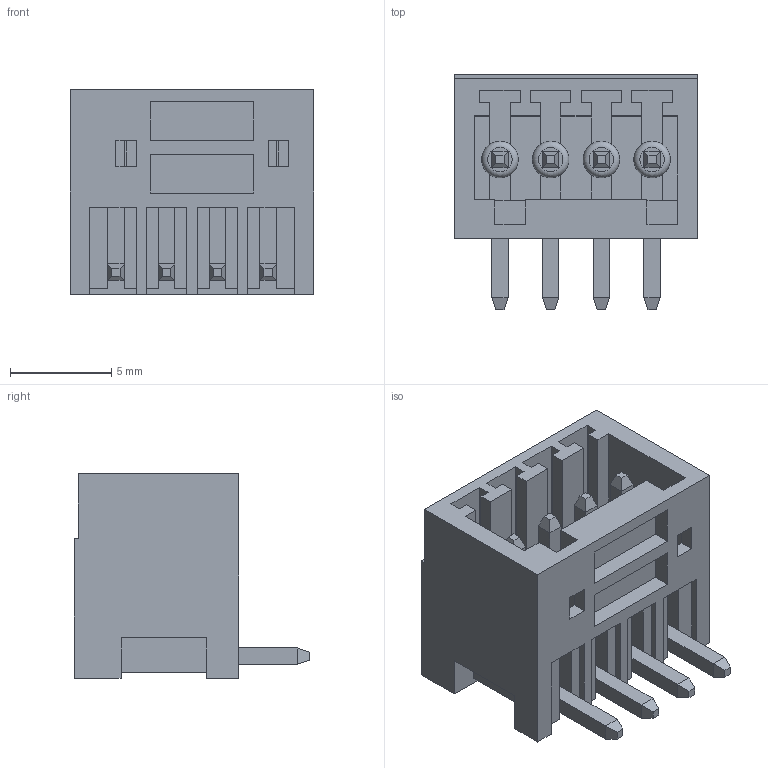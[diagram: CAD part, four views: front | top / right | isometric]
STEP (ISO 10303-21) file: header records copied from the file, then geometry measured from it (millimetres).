
FILE_DESCRIPTION( ( 'Unknown' ), '1' );
FILE_NAME( '691382010004.stp', 'Unknown', ( 'Unknown' ), ( 'Unknown' ), 'PSStep 17.0.49', 'Unknown', ' ' );
FILE_SCHEMA( ( 'AUTOMOTIVE_DESIGN { 1 0 10303 214 1 1 1 1 }' ) );
Length unit declared in the file: millimetre
Products named in the file (3): Assem1; 6913820100xx_PIN; 691382010004
Assembly tree (5 placements, depth 2):
  Assem1
    6913820100xx_PIN  x4
    691382010004
Bounding box: 12 x 11.6 x 10.1 mm (x, y, z)
Volume: 514.5 mm3; surface area: 1458.7 mm2
Topology: 5 solids, 5 shells, 318 faces, 853 edges, 552 vertices
Faces by surface type: plane 302, cylinder 12, torus 4
Full cylindrical faces by diameter (mm): 1.8 x4
Entity records: 10395 total; most frequent: CARTESIAN_POINT 1467, ORIENTED_EDGE 1442, DIRECTION 1289, EDGE_CURVE 721, LINE 693, VECTOR 693, VERTEX_POINT 476, AXIS2_PLACEMENT_3D 298
